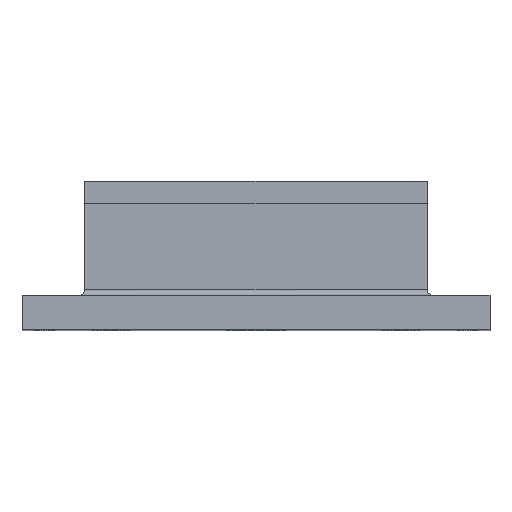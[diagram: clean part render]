
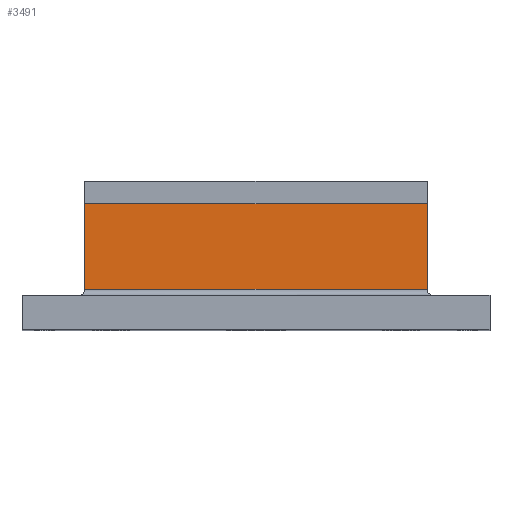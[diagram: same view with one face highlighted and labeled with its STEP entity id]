
A CAD part, top view. The second image highlights one B-rep face of the part: STEP entity #3491.
In plain terms, the highlighted planar face has unit normal (0, 0, 1).
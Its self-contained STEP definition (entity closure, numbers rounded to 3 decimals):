
#14 = VERTEX_POINT ( 'NONE', #1884 ) ;
#169 = EDGE_CURVE ( 'NONE', #14, #4210, #405, .T. ) ;
#239 = DIRECTION ( 'NONE',  ( 1., 0., 0. ) ) ;
#405 = LINE ( 'NONE', #2143, #2620 ) ;
#436 = LINE ( 'NONE', #2586, #1226 ) ;
#469 = ORIENTED_EDGE ( 'NONE', *, *, #2369, .T. ) ;
#727 = VECTOR ( 'NONE', #239, 1000. ) ;
#946 = CARTESIAN_POINT ( 'NONE',  ( 0., 10., 50. ) ) ;
#1109 = VERTEX_POINT ( 'NONE', #2969 ) ;
#1120 = CARTESIAN_POINT ( 'NONE',  ( 30., 0.5, 50. ) ) ;
#1226 = VECTOR ( 'NONE', #2284, 1000. ) ;
#1250 = DIRECTION ( 'NONE',  ( -1., 0., 0. ) ) ;
#1338 = ORIENTED_EDGE ( 'NONE', *, *, #2705, .T. ) ;
#1794 = DIRECTION ( 'NONE',  ( 0., -1., 0. ) ) ;
#1884 = CARTESIAN_POINT ( 'NONE',  ( 30., 8., 50. ) ) ;
#1973 = LINE ( 'NONE', #3358, #727 ) ;
#2141 = CARTESIAN_POINT ( 'NONE',  ( 0., 8., 50. ) ) ;
#2143 = CARTESIAN_POINT ( 'NONE',  ( 30., 10., 50. ) ) ;
#2284 = DIRECTION ( 'NONE',  ( -1., 0., 0. ) ) ;
#2335 = DIRECTION ( 'NONE',  ( 0., -1., 0. ) ) ;
#2369 = EDGE_CURVE ( 'NONE', #3253, #1109, #4052, .T. ) ;
#2586 = CARTESIAN_POINT ( 'NONE',  ( 0., 8., 50. ) ) ;
#2593 = FACE_OUTER_BOUND ( 'NONE', #3750, .T. ) ;
#2620 = VECTOR ( 'NONE', #1794, 1000. ) ;
#2705 = EDGE_CURVE ( 'NONE', #1109, #4210, #1973, .T. ) ;
#2930 = CARTESIAN_POINT ( 'NONE',  ( 0., 10., 50. ) ) ;
#2969 = CARTESIAN_POINT ( 'NONE',  ( 0., 0.5, 50. ) ) ;
#3106 = ORIENTED_EDGE ( 'NONE', *, *, #3849, .T. ) ;
#3253 = VERTEX_POINT ( 'NONE', #2141 ) ;
#3358 = CARTESIAN_POINT ( 'NONE',  ( 0., 0.5, 50. ) ) ;
#3491 = ADVANCED_FACE ( 'NONE', ( #2593 ), #3911, .F. ) ;
#3543 = AXIS2_PLACEMENT_3D ( 'NONE', #2930, #3973, #1250 ) ;
#3574 = ORIENTED_EDGE ( 'NONE', *, *, #169, .F. ) ;
#3633 = VECTOR ( 'NONE', #2335, 1000. ) ;
#3750 = EDGE_LOOP ( 'NONE', ( #3574, #3106, #469, #1338 ) ) ;
#3849 = EDGE_CURVE ( 'NONE', #14, #3253, #436, .T. ) ;
#3911 = PLANE ( 'NONE',  #3543 ) ;
#3973 = DIRECTION ( 'NONE',  ( 0., 0., -1. ) ) ;
#4052 = LINE ( 'NONE', #946, #3633 ) ;
#4210 = VERTEX_POINT ( 'NONE', #1120 ) ;
